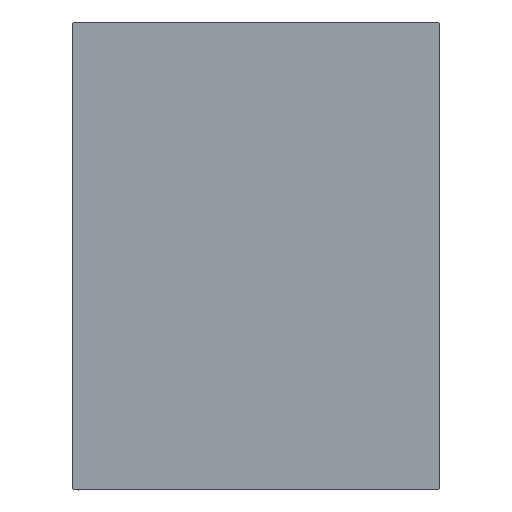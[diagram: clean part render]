
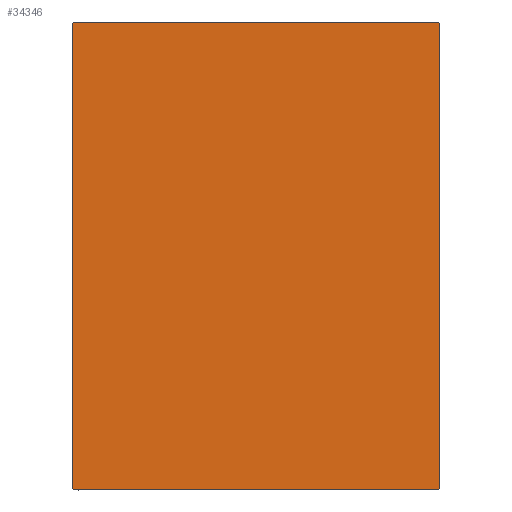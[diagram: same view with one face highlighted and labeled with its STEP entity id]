
A CAD part, left-side view. The second image highlights one B-rep face of the part: STEP entity #34346.
In plain terms, the highlighted face is planar.
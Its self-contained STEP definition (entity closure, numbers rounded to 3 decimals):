
#255 = CARTESIAN_POINT ( 'NONE',  ( 133., 0., 0. ) ) ;
#1839 = LINE ( 'NONE', #38297, #13938 ) ;
#2460 = CARTESIAN_POINT ( 'NONE',  ( 133., 54.7, -70. ) ) ;
#2896 = EDGE_CURVE ( 'NONE', #18919, #29871, #23631, .T. ) ;
#3040 = ORIENTED_EDGE ( 'NONE', *, *, #25339, .T. ) ;
#3420 = CARTESIAN_POINT ( 'NONE',  ( 133., -55., 69.7 ) ) ;
#3718 = CARTESIAN_POINT ( 'NONE',  ( 133., 55., 69.7 ) ) ;
#3829 = LINE ( 'NONE', #30097, #11719 ) ;
#5244 = CARTESIAN_POINT ( 'NONE',  ( 133., 54.7, 70. ) ) ;
#5269 = CARTESIAN_POINT ( 'NONE',  ( 133., 55., -70. ) ) ;
#5427 = VECTOR ( 'NONE', #12569, 1000. ) ;
#5578 = ORIENTED_EDGE ( 'NONE', *, *, #36218, .T. ) ;
#6298 = ORIENTED_EDGE ( 'NONE', *, *, #2896, .T. ) ;
#6826 = LINE ( 'NONE', #19864, #10913 ) ;
#6884 = VECTOR ( 'NONE', #18516, 1000. ) ;
#6981 = DIRECTION ( 'NONE',  ( 0., 0., -1. ) ) ;
#7903 = VERTEX_POINT ( 'NONE', #9167 ) ;
#8389 = DIRECTION ( 'NONE',  ( 0., -0.707, -0.707 ) ) ;
#9167 = CARTESIAN_POINT ( 'NONE',  ( 133., -54.7, -70. ) ) ;
#9473 = ORIENTED_EDGE ( 'NONE', *, *, #42397, .T. ) ;
#10390 = CARTESIAN_POINT ( 'NONE',  ( 133., 62.35, -62.35 ) ) ;
#10661 = VERTEX_POINT ( 'NONE', #5244 ) ;
#10913 = VECTOR ( 'NONE', #42455, 1000. ) ;
#11687 = AXIS2_PLACEMENT_3D ( 'NONE', #255, #36710, #6981 ) ;
#11719 = VECTOR ( 'NONE', #19703, 1000. ) ;
#12152 = EDGE_CURVE ( 'NONE', #12382, #36868, #35227, .T. ) ;
#12382 = VERTEX_POINT ( 'NONE', #3420 ) ;
#12569 = DIRECTION ( 'NONE',  ( 0., -1., 0. ) ) ;
#12837 = CARTESIAN_POINT ( 'NONE',  ( 133., 55., -69.7 ) ) ;
#13938 = VECTOR ( 'NONE', #34608, 1000. ) ;
#14318 = CARTESIAN_POINT ( 'NONE',  ( 133., -54.7, 70. ) ) ;
#14351 = VERTEX_POINT ( 'NONE', #14318 ) ;
#14571 = EDGE_CURVE ( 'NONE', #10661, #14351, #25593, .T. ) ;
#15410 = VECTOR ( 'NONE', #36017, 1000. ) ;
#15751 = CARTESIAN_POINT ( 'NONE',  ( 133., -62.35, 62.35 ) ) ;
#17046 = EDGE_CURVE ( 'NONE', #29871, #41920, #35008, .T. ) ;
#17286 = VECTOR ( 'NONE', #8389, 1000. ) ;
#18516 = DIRECTION ( 'NONE',  ( 0., 0., 1. ) ) ;
#18919 = VERTEX_POINT ( 'NONE', #2460 ) ;
#19703 = DIRECTION ( 'NONE',  ( 0., -0.707, 0.707 ) ) ;
#19864 = CARTESIAN_POINT ( 'NONE',  ( 133., -62.35, -62.35 ) ) ;
#20445 = FACE_OUTER_BOUND ( 'NONE', #36484, .T. ) ;
#23474 = PLANE ( 'NONE',  #11687 ) ;
#23631 = LINE ( 'NONE', #10390, #15410 ) ;
#25339 = EDGE_CURVE ( 'NONE', #36868, #7903, #6826, .T. ) ;
#25593 = LINE ( 'NONE', #35996, #5427 ) ;
#28248 = CARTESIAN_POINT ( 'NONE',  ( 133., -55., -69.7 ) ) ;
#29311 = ORIENTED_EDGE ( 'NONE', *, *, #35029, .T. ) ;
#29871 = VERTEX_POINT ( 'NONE', #12837 ) ;
#30097 = CARTESIAN_POINT ( 'NONE',  ( 133., 62.35, 62.35 ) ) ;
#31501 = ORIENTED_EDGE ( 'NONE', *, *, #17046, .T. ) ;
#33516 = VECTOR ( 'NONE', #35867, 1000. ) ;
#34346 = ADVANCED_FACE ( 'NONE', ( #20445 ), #23474, .T. ) ;
#34608 = DIRECTION ( 'NONE',  ( 0., 1., 0. ) ) ;
#34965 = ORIENTED_EDGE ( 'NONE', *, *, #14571, .T. ) ;
#35008 = LINE ( 'NONE', #5269, #6884 ) ;
#35029 = EDGE_CURVE ( 'NONE', #41920, #10661, #3829, .T. ) ;
#35227 = LINE ( 'NONE', #42612, #33516 ) ;
#35867 = DIRECTION ( 'NONE',  ( 0., 0., -1. ) ) ;
#35996 = CARTESIAN_POINT ( 'NONE',  ( 133., 55., 70. ) ) ;
#36017 = DIRECTION ( 'NONE',  ( 0., 0.707, 0.707 ) ) ;
#36218 = EDGE_CURVE ( 'NONE', #14351, #12382, #42246, .T. ) ;
#36484 = EDGE_LOOP ( 'NONE', ( #9473, #6298, #31501, #29311, #34965, #5578, #40347, #3040 ) ) ;
#36710 = DIRECTION ( 'NONE',  ( 1., 0., 0. ) ) ;
#36868 = VERTEX_POINT ( 'NONE', #28248 ) ;
#38297 = CARTESIAN_POINT ( 'NONE',  ( 133., -55., -70. ) ) ;
#40347 = ORIENTED_EDGE ( 'NONE', *, *, #12152, .T. ) ;
#41920 = VERTEX_POINT ( 'NONE', #3718 ) ;
#42246 = LINE ( 'NONE', #15751, #17286 ) ;
#42397 = EDGE_CURVE ( 'NONE', #7903, #18919, #1839, .T. ) ;
#42455 = DIRECTION ( 'NONE',  ( 0., 0.707, -0.707 ) ) ;
#42612 = CARTESIAN_POINT ( 'NONE',  ( 133., -55., 70. ) ) ;
